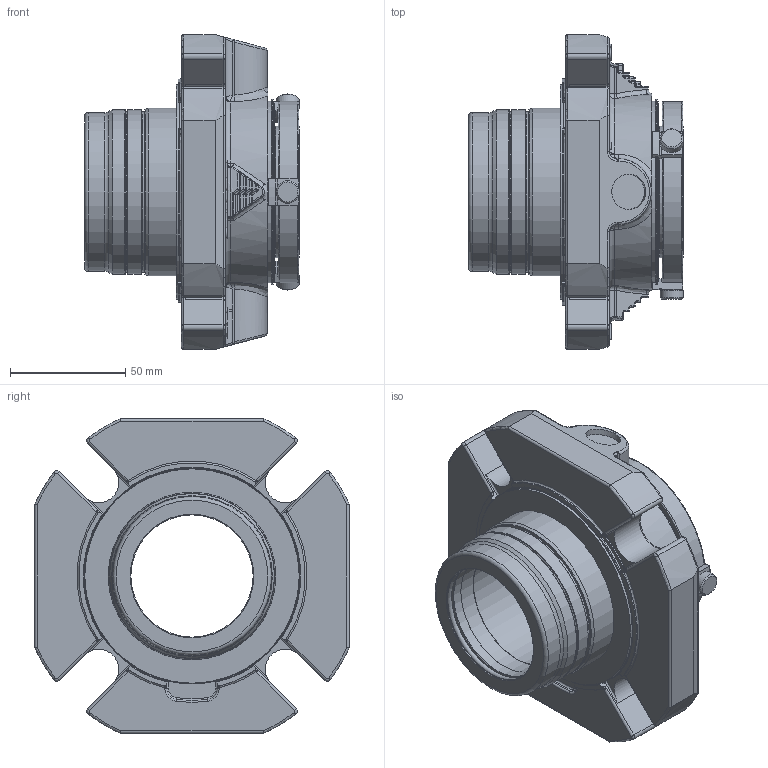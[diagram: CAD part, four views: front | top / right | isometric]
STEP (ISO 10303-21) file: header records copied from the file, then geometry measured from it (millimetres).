
FILE_DESCRIPTION(/* description */ ('Unknown'),/* implementation_level */ '2;1');
FILE_NAME(/* name */ '53mm - STEP REMAKE',/* time_stamp */ '2023-01-30T10:42:46+00:00',/* author */ ('Unknown'),/* organization */ ('Unknown'),/* preprocessor_version */ 'ST-DEVELOPER v16.7',/* originating_system */ 'Solid Edge',/* authorisation */ 'Unknown');
FILE_SCHEMA (('AUTOMOTIVE_DESIGN {1 0 10303 214 3 1 1}'));
Length unit declared in the file: millimetre
Products named in the file (1): 53mm
Bounding box: 93.24 x 136.5 x 136.5 mm (x, y, z)
Volume: 440442.2 mm3; surface area: 84497.5 mm2
Topology: 1 solids, 3 shells, 1029 faces, 2659 edges, 1655 vertices
Faces by surface type: cylinder 338, plane 314, bspline 189, torus 120, sphere 36, cone 32
Full cylindrical faces by diameter (mm): 2.37 x2, 4.837 x2, 10 x3, 15.342 x2, 53.01 x1, 53.111 x3, 53.365 x1, 57.125 x2, 57.455 x2, 68.809 x1, 69.469 x2, 69.977 x1, 71.45 x1, 71.552 x1, 72.746 x1, 78.867 x2, 80.391 x1, 90.043 x1, 92.989 x1, 93 x1, 93.396 x1, 93.65 x1
Entity records: 33789 total; most frequent: CARTESIAN_POINT 10215, ORIENTED_EDGE 5080, DIRECTION 4603, EDGE_CURVE 2540, AXIS2_PLACEMENT_3D 1732, VERTEX_POINT 1623, FACE_BOUND 1149, EDGE_LOOP 1147
